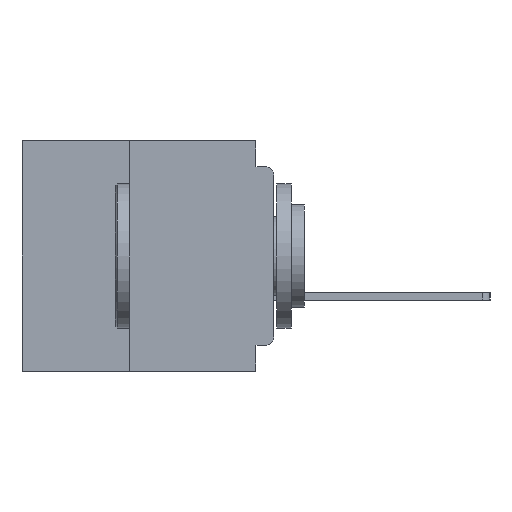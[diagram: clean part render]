
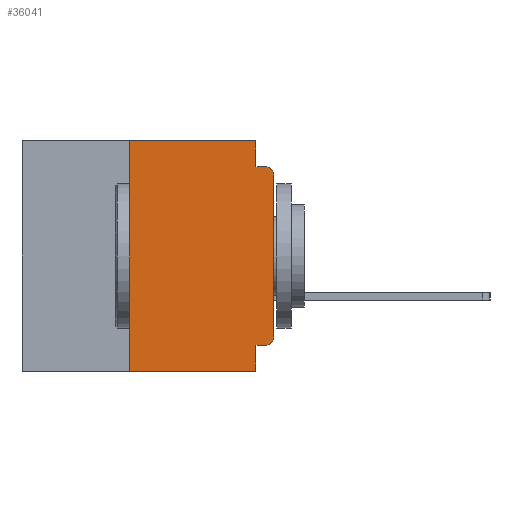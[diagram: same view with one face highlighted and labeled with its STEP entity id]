
A CAD part, left-side view. The second image highlights one B-rep face of the part: STEP entity #36041.
In plain terms, the highlighted planar face has unit normal (-1, 0, 0).
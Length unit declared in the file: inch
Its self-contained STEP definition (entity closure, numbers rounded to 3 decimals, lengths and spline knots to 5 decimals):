
#159 = VERTEX_POINT ( 'NONE', #9460 ) ;
#317 = EDGE_CURVE ( 'NONE', #38753, #5838, #23240, .T. ) ;
#1406 = EDGE_CURVE ( 'NONE', #18566, #38753, #5768, .T. ) ;
#1698 = CARTESIAN_POINT ( 'NONE',  ( 0., 0.015, -0.045 ) ) ;
#2589 = EDGE_CURVE ( 'NONE', #23286, #18566, #18095, .T. ) ;
#3080 = CARTESIAN_POINT ( 'NONE',  ( 0., 0.015, -0.355 ) ) ;
#3327 = VECTOR ( 'NONE', #4508, 39.37008 ) ;
#3822 = DIRECTION ( 'NONE',  ( -1., 0., 0. ) ) ;
#4237 = CARTESIAN_POINT ( 'NONE',  ( 0., 0., -0.34 ) ) ;
#4346 = VERTEX_POINT ( 'NONE', #4237 ) ;
#4508 = DIRECTION ( 'NONE',  ( 0., -1., 0. ) ) ;
#5476 = CARTESIAN_POINT ( 'NONE',  ( 0., 0., -0.045 ) ) ;
#5521 = VERTEX_POINT ( 'NONE', #38303 ) ;
#5768 = LINE ( 'NONE', #30118, #13197 ) ;
#5838 = VERTEX_POINT ( 'NONE', #1698 ) ;
#6088 = VERTEX_POINT ( 'NONE', #40877 ) ;
#6372 = AXIS2_PLACEMENT_3D ( 'NONE', #37088, #18130, #40267 ) ;
#8278 = PLANE ( 'NONE',  #27141 ) ;
#9361 = CARTESIAN_POINT ( 'NONE',  ( 0., 0.031, -0.355 ) ) ;
#9460 = CARTESIAN_POINT ( 'NONE',  ( 0., 0.25, -0.4 ) ) ;
#9967 = VECTOR ( 'NONE', #19425, 39.37008 ) ;
#11476 = DIRECTION ( 'NONE',  ( 1., 0., 0. ) ) ;
#11837 = EDGE_CURVE ( 'NONE', #38085, #4346, #23940, .T. ) ;
#13156 = EDGE_CURVE ( 'NONE', #4346, #5521, #25761, .T. ) ;
#13197 = VECTOR ( 'NONE', #29738, 39.37008 ) ;
#13224 = VECTOR ( 'NONE', #18591, 39.37008 ) ;
#14706 = DIRECTION ( 'NONE',  ( 0., 0., -1. ) ) ;
#14888 = DIRECTION ( 'NONE',  ( 0., -1., 0. ) ) ;
#15201 = CARTESIAN_POINT ( 'NONE',  ( 0., 0.437, 0. ) ) ;
#15394 = ORIENTED_EDGE ( 'NONE', *, *, #13156, .T. ) ;
#17069 = VECTOR ( 'NONE', #14888, 39.37008 ) ;
#17401 = LINE ( 'NONE', #38383, #9967 ) ;
#18095 = LINE ( 'NONE', #15201, #17069 ) ;
#18130 = DIRECTION ( 'NONE',  ( -1., 0., 0. ) ) ;
#18188 = LINE ( 'NONE', #36875, #34033 ) ;
#18203 = EDGE_CURVE ( 'NONE', #5521, #5838, #38499, .T. ) ;
#18566 = VERTEX_POINT ( 'NONE', #26117 ) ;
#18591 = DIRECTION ( 'NONE',  ( 0., 0., 1. ) ) ;
#19425 = DIRECTION ( 'NONE',  ( 0., 1., 0. ) ) ;
#21050 = CARTESIAN_POINT ( 'NONE',  ( 0., 0.25, 0. ) ) ;
#21177 = ORIENTED_EDGE ( 'NONE', *, *, #317, .F. ) ;
#22658 = LINE ( 'NONE', #31345, #13224 ) ;
#22755 = DIRECTION ( 'NONE',  ( 0., 0., 1. ) ) ;
#22843 = CARTESIAN_POINT ( 'NONE',  ( 0., 0.015, -0.34 ) ) ;
#23231 = CARTESIAN_POINT ( 'NONE',  ( 0., 0.437, -0.4 ) ) ;
#23240 = LINE ( 'NONE', #5476, #3327 ) ;
#23286 = VERTEX_POINT ( 'NONE', #21050 ) ;
#23940 = CIRCLE ( 'NONE', #39421, 0.015 ) ;
#24583 = EDGE_CURVE ( 'NONE', #38085, #28124, #17401, .T. ) ;
#25761 = LINE ( 'NONE', #35457, #32209 ) ;
#26018 = DIRECTION ( 'NONE',  ( 0., 0., -1. ) ) ;
#26117 = CARTESIAN_POINT ( 'NONE',  ( 0., 0.031, 0. ) ) ;
#26787 = ORIENTED_EDGE ( 'NONE', *, *, #1406, .F. ) ;
#27141 = AXIS2_PLACEMENT_3D ( 'NONE', #30332, #11476, #33629 ) ;
#27181 = EDGE_LOOP ( 'NONE', ( #15394, #27655, #21177, #26787, #33844, #32330, #31136, #40269, #32540, #29806 ) ) ;
#27655 = ORIENTED_EDGE ( 'NONE', *, *, #18203, .T. ) ;
#28124 = VERTEX_POINT ( 'NONE', #9361 ) ;
#29738 = DIRECTION ( 'NONE',  ( 0., 0., -1. ) ) ;
#29806 = ORIENTED_EDGE ( 'NONE', *, *, #11837, .T. ) ;
#30118 = CARTESIAN_POINT ( 'NONE',  ( 0., 0.031, 0. ) ) ;
#30332 = CARTESIAN_POINT ( 'NONE',  ( 0., 0.437, 0. ) ) ;
#31136 = ORIENTED_EDGE ( 'NONE', *, *, #38319, .T. ) ;
#31345 = CARTESIAN_POINT ( 'NONE',  ( 0., 0.25, -0.4 ) ) ;
#32209 = VECTOR ( 'NONE', #22755, 39.37008 ) ;
#32330 = ORIENTED_EDGE ( 'NONE', *, *, #40441, .F. ) ;
#32540 = ORIENTED_EDGE ( 'NONE', *, *, #24583, .F. ) ;
#32942 = FACE_OUTER_BOUND ( 'NONE', #27181, .T. ) ;
#33629 = DIRECTION ( 'NONE',  ( 0., 0., -1. ) ) ;
#33844 = ORIENTED_EDGE ( 'NONE', *, *, #2589, .F. ) ;
#34033 = VECTOR ( 'NONE', #14706, 39.37008 ) ;
#34089 = EDGE_CURVE ( 'NONE', #28124, #6088, #18188, .T. ) ;
#34924 = CARTESIAN_POINT ( 'NONE',  ( 0., 0.031, -0.045 ) ) ;
#35457 = CARTESIAN_POINT ( 'NONE',  ( 0., 0., 0. ) ) ;
#35935 = DIRECTION ( 'NONE',  ( 0., -1., 0. ) ) ;
#36041 = ADVANCED_FACE ( 'NONE', ( #32942 ), #8278, .F. ) ;
#36875 = CARTESIAN_POINT ( 'NONE',  ( 0., 0.031, -0.4 ) ) ;
#37088 = CARTESIAN_POINT ( 'NONE',  ( 0., 0.015, -0.06 ) ) ;
#37692 = VECTOR ( 'NONE', #35935, 39.37008 ) ;
#38085 = VERTEX_POINT ( 'NONE', #3080 ) ;
#38303 = CARTESIAN_POINT ( 'NONE',  ( 0., 0., -0.06 ) ) ;
#38319 = EDGE_CURVE ( 'NONE', #159, #6088, #38691, .T. ) ;
#38383 = CARTESIAN_POINT ( 'NONE',  ( 0., 0., -0.355 ) ) ;
#38499 = CIRCLE ( 'NONE', #6372, 0.015 ) ;
#38691 = LINE ( 'NONE', #23231, #37692 ) ;
#38753 = VERTEX_POINT ( 'NONE', #34924 ) ;
#39421 = AXIS2_PLACEMENT_3D ( 'NONE', #22843, #3822, #26018 ) ;
#40267 = DIRECTION ( 'NONE',  ( 0., 0., -1. ) ) ;
#40269 = ORIENTED_EDGE ( 'NONE', *, *, #34089, .F. ) ;
#40441 = EDGE_CURVE ( 'NONE', #159, #23286, #22658, .T. ) ;
#40877 = CARTESIAN_POINT ( 'NONE',  ( 0., 0.031, -0.4 ) ) ;
